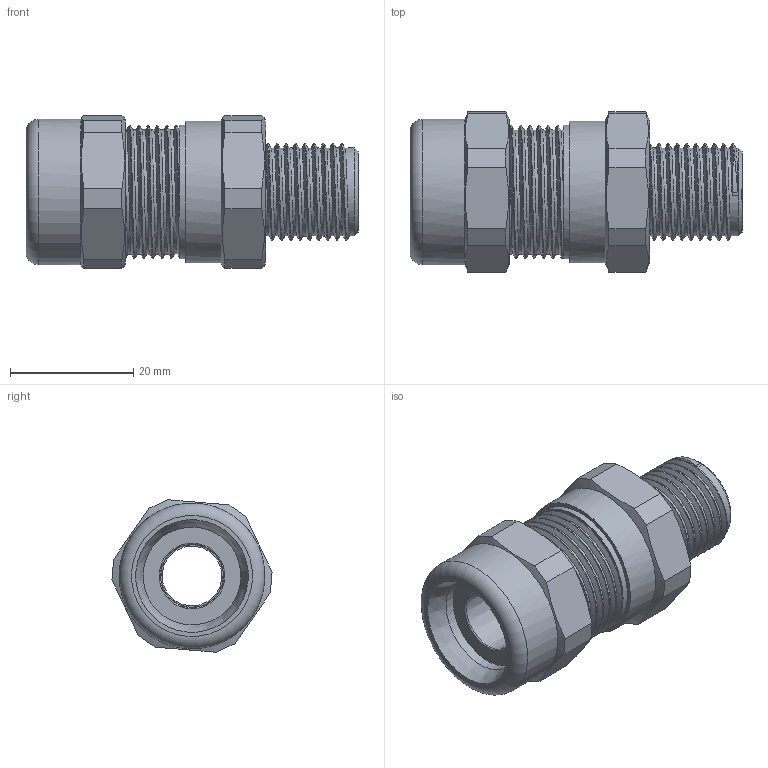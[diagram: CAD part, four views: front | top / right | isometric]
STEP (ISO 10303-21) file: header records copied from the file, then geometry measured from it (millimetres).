
FILE_DESCRIPTION(/* description */ ('RN EX M'),/* implementation_level */ '2;1');
FILE_NAME(/* name */ 'RN16KNP-RST.stp',/* time_stamp */ '2021-09-16T10:41:17+02:00',/* author */ ('sl'),/* organization */ (''),/* preprocessor_version */ 'ST-DEVELOPER v16.5',/* originating_system */ 'Autodesk Inventor 2017',/* authorisation */ '');
FILE_SCHEMA (('AUTOMOTIVE_DESIGN { 1 0 10303 214 3 1 1 }'));
Length unit declared in the file: millimetre
Products named in the file (5): RN16KNP; RN16KNP_1; RN16KNP_2; RN16KNP_3; RN16KNP_4
Assembly tree (4 placements, depth 2):
  RN16KNP
    RN16KNP_1
    RN16KNP_2
    RN16KNP_3
    RN16KNP_4
Bounding box: 53.85 x 25.97 x 24.75 mm (x, y, z)
Volume: 12996.6 mm3; surface area: 11984.9 mm2
Topology: 4 solids, 4 shells, 104 faces, 257 edges, 166 vertices
Faces by surface type: plane 43, cylinder 38, cone 13, bspline 6, torus 4
Full cylindrical faces by diameter (mm): 9.7 x1, 10.8 x1, 15.88 x1, 17.48 x1, 17.6 x1, 17.92 x1, 20 x1, 20.158 x7, 20.42 x6, 21.68 x7, 23 x1, 23.64 x1
Entity records: 6535 total; most frequent: CARTESIAN_POINT 4808, ORIENTED_EDGE 318, DIRECTION 304, EDGE_CURVE 159, AXIS2_PLACEMENT_3D 134, EDGE_LOOP 126, VERTEX_POINT 117, FACE_OUTER_BOUND 84
